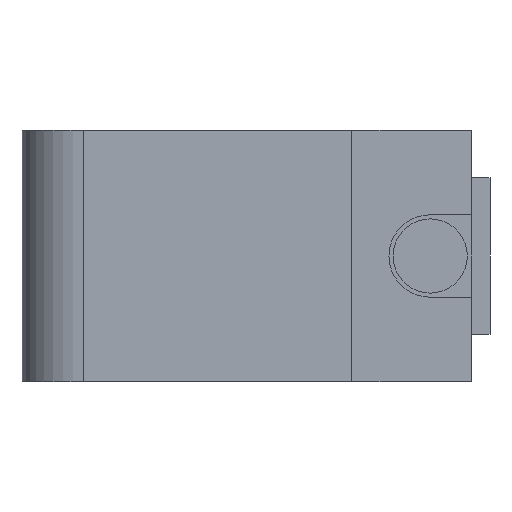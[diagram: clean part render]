
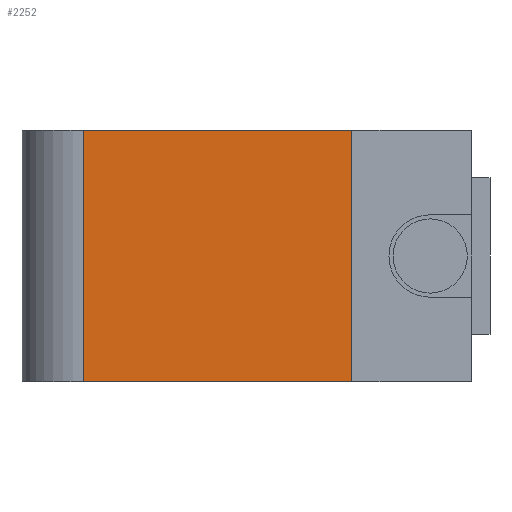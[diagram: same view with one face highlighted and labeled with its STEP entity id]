
A CAD part, left-side view. The second image highlights one B-rep face of the part: STEP entity #2252.
In plain terms, the highlighted planar face has unit normal (-1, 0, 0).
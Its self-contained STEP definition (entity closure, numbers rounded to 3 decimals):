
#80 = DIRECTION ( 'NONE',  ( 0., 0., 1. ) ) ;
#107 = ORIENTED_EDGE ( 'NONE', *, *, #534, .T. ) ;
#289 = VERTEX_POINT ( 'NONE', #2120 ) ;
#305 = CARTESIAN_POINT ( 'NONE',  ( 0., 5.8, -6.1 ) ) ;
#355 = VECTOR ( 'NONE', #481, 1000. ) ;
#462 = CARTESIAN_POINT ( 'NONE',  ( 0., 18.8, -6.1 ) ) ;
#481 = DIRECTION ( 'NONE',  ( 0., 0., -1. ) ) ;
#511 = CARTESIAN_POINT ( 'NONE',  ( 0., 18.8, -6.1 ) ) ;
#534 = EDGE_CURVE ( 'NONE', #842, #655, #2850, .T. ) ;
#546 = CARTESIAN_POINT ( 'NONE',  ( 0., 0., -6.1 ) ) ;
#567 = FACE_OUTER_BOUND ( 'NONE', #1255, .T. ) ;
#655 = VERTEX_POINT ( 'NONE', #511 ) ;
#674 = LINE ( 'NONE', #1392, #923 ) ;
#776 = DIRECTION ( 'NONE',  ( 1., 0., 0. ) ) ;
#789 = PLANE ( 'NONE',  #2809 ) ;
#816 = CARTESIAN_POINT ( 'NONE',  ( 0., 18.8, 6.1 ) ) ;
#842 = VERTEX_POINT ( 'NONE', #816 ) ;
#916 = CARTESIAN_POINT ( 'NONE',  ( 0., 0., -6.1 ) ) ;
#923 = VECTOR ( 'NONE', #1134, 1000. ) ;
#927 = DIRECTION ( 'NONE',  ( 0., 1., 0. ) ) ;
#1016 = DIRECTION ( 'NONE',  ( 0., 0., -1. ) ) ;
#1118 = VECTOR ( 'NONE', #927, 1000. ) ;
#1134 = DIRECTION ( 'NONE',  ( 0., 1., 0. ) ) ;
#1255 = EDGE_LOOP ( 'NONE', ( #1354, #107, #2189, #2001 ) ) ;
#1354 = ORIENTED_EDGE ( 'NONE', *, *, #2886, .T. ) ;
#1392 = CARTESIAN_POINT ( 'NONE',  ( 0., 0., 6.1 ) ) ;
#1722 = VECTOR ( 'NONE', #80, 1000. ) ;
#1798 = LINE ( 'NONE', #916, #1118 ) ;
#1926 = CARTESIAN_POINT ( 'NONE',  ( 0., 5.8, 6.1 ) ) ;
#2001 = ORIENTED_EDGE ( 'NONE', *, *, #2602, .T. ) ;
#2033 = EDGE_CURVE ( 'NONE', #289, #655, #1798, .T. ) ;
#2048 = LINE ( 'NONE', #305, #1722 ) ;
#2120 = CARTESIAN_POINT ( 'NONE',  ( 0., 5.8, -6.1 ) ) ;
#2189 = ORIENTED_EDGE ( 'NONE', *, *, #2033, .F. ) ;
#2252 = ADVANCED_FACE ( 'NONE', ( #567 ), #789, .F. ) ;
#2290 = VERTEX_POINT ( 'NONE', #1926 ) ;
#2602 = EDGE_CURVE ( 'NONE', #289, #2290, #2048, .T. ) ;
#2809 = AXIS2_PLACEMENT_3D ( 'NONE', #546, #776, #1016 ) ;
#2850 = LINE ( 'NONE', #462, #355 ) ;
#2886 = EDGE_CURVE ( 'NONE', #2290, #842, #674, .T. ) ;
